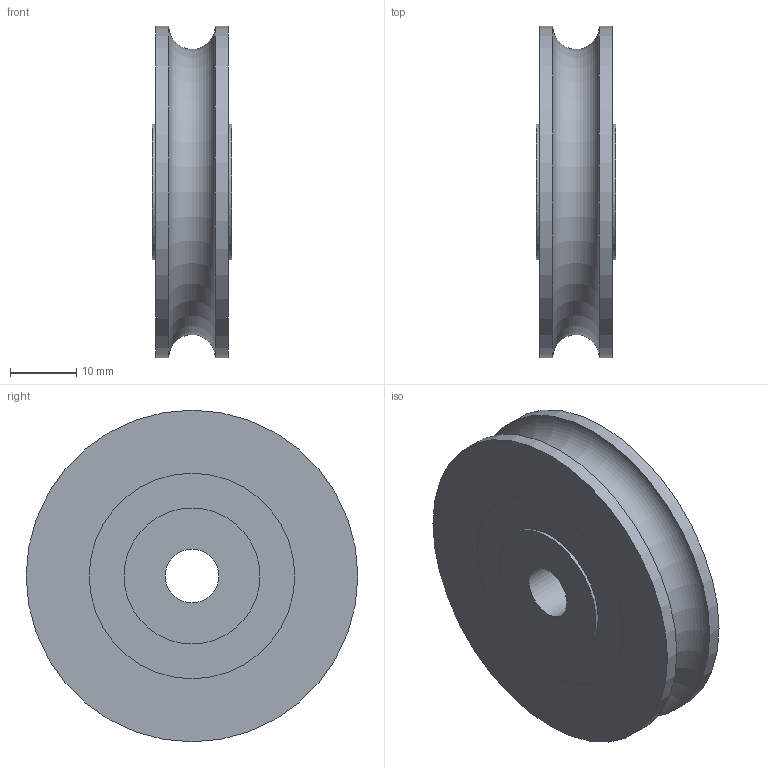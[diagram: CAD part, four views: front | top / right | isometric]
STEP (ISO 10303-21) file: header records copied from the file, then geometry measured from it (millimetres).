
FILE_DESCRIPTION((''),'2;1');
FILE_NAME('87 010.stp','2018-03-07T09:47:07',('Autor'),('',''),'Top Systems','StepLib','');
FILE_SCHEMA(('CONFIG_CONTROL_DESIGN'));
Length unit declared in the file: metre
Products named in the file (1): None
Bounding box: 12 x 50 x 50 mm (x, y, z)
Volume: 18467.2 mm3; surface area: 9954.7 mm2
Topology: 3 solids, 3 shells, 14 faces, 22 edges, 14 vertices
Faces by surface type: cylinder 7, plane 6, torus 1
Full cylindrical faces by diameter (mm): 8.1 x1, 20.5 x2, 31 x2, 50 x2
Entity records: 323 total; most frequent: DIRECTION 56, CARTESIAN_POINT 42, AXIS2_PLACEMENT_3D 28, ORIENTED_EDGE 28, EDGE_LOOP 28, FACE_BOUND 22, CIRCLE 14, VERTEX_POINT 14
